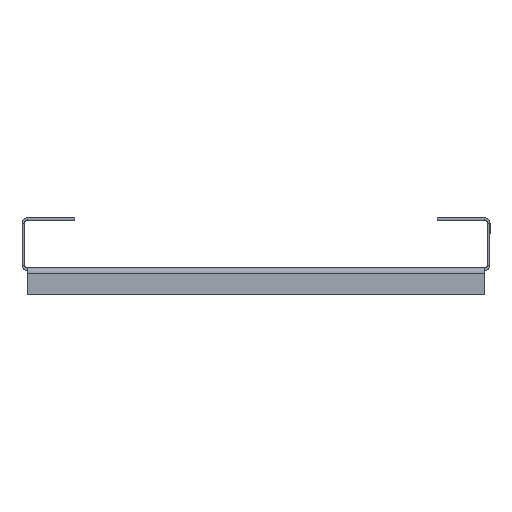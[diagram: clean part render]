
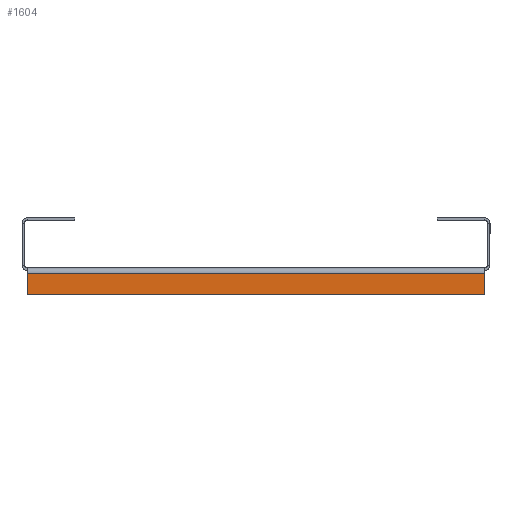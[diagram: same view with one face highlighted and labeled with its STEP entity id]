
A CAD part, left-side view. The second image highlights one B-rep face of the part: STEP entity #1604.
In plain terms, the highlighted planar face has unit normal (-1, 0, 0).
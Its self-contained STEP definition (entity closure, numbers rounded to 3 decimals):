
#12 = CARTESIAN_POINT ( 'NONE',  ( 0., 0., 0. ) ) ;
#19 = CARTESIAN_POINT ( 'NONE',  ( 0., 0., -10. ) ) ;
#50 = DIRECTION ( 'NONE',  ( 0., 0., -1. ) ) ;
#66 = LINE ( 'NONE', #1936, #361 ) ;
#229 = VERTEX_POINT ( 'NONE', #1562 ) ;
#269 = CARTESIAN_POINT ( 'NONE',  ( 0., 0., -2. ) ) ;
#361 = VECTOR ( 'NONE', #50, 1000. ) ;
#435 = CARTESIAN_POINT ( 'NONE',  ( 0., 0., 0. ) ) ;
#515 = VERTEX_POINT ( 'NONE', #2002 ) ;
#558 = EDGE_CURVE ( 'NONE', #515, #1435, #1134, .T. ) ;
#604 = DIRECTION ( 'NONE',  ( 1., 0., 0. ) ) ;
#800 = VERTEX_POINT ( 'NONE', #269 ) ;
#804 = CARTESIAN_POINT ( 'NONE',  ( 0., 0., -10. ) ) ;
#900 = EDGE_LOOP ( 'NONE', ( #2152, #1559, #1295, #2161 ) ) ;
#1037 = VECTOR ( 'NONE', #1580, 1000. ) ;
#1134 = LINE ( 'NONE', #804, #2016 ) ;
#1258 = DIRECTION ( 'NONE',  ( 0., -1., 0. ) ) ;
#1295 = ORIENTED_EDGE ( 'NONE', *, *, #558, .T. ) ;
#1435 = VERTEX_POINT ( 'NONE', #19 ) ;
#1470 = VECTOR ( 'NONE', #1258, 1000. ) ;
#1485 = DIRECTION ( 'NONE',  ( 0., -1., 0. ) ) ;
#1545 = EDGE_CURVE ( 'NONE', #229, #800, #1949, .T. ) ;
#1546 = LINE ( 'NONE', #12, #1037 ) ;
#1559 = ORIENTED_EDGE ( 'NONE', *, *, #2013, .T. ) ;
#1562 = CARTESIAN_POINT ( 'NONE',  ( 0., 174., -2. ) ) ;
#1580 = DIRECTION ( 'NONE',  ( 0., 0., 1. ) ) ;
#1604 = ADVANCED_FACE ( 'NONE', ( #1783 ), #1760, .F. ) ;
#1760 = PLANE ( 'NONE',  #1815 ) ;
#1783 = FACE_OUTER_BOUND ( 'NONE', #900, .T. ) ;
#1815 = AXIS2_PLACEMENT_3D ( 'NONE', #435, #604, #2122 ) ;
#1936 = CARTESIAN_POINT ( 'NONE',  ( 0., 174., 0. ) ) ;
#1949 = LINE ( 'NONE', #2111, #1470 ) ;
#2002 = CARTESIAN_POINT ( 'NONE',  ( 0., 174., -10. ) ) ;
#2013 = EDGE_CURVE ( 'NONE', #229, #515, #66, .T. ) ;
#2016 = VECTOR ( 'NONE', #1485, 1000. ) ;
#2111 = CARTESIAN_POINT ( 'NONE',  ( 0., 0., -2. ) ) ;
#2122 = DIRECTION ( 'NONE',  ( 0., 0., -1. ) ) ;
#2123 = EDGE_CURVE ( 'NONE', #1435, #800, #1546, .T. ) ;
#2152 = ORIENTED_EDGE ( 'NONE', *, *, #1545, .F. ) ;
#2161 = ORIENTED_EDGE ( 'NONE', *, *, #2123, .T. ) ;
